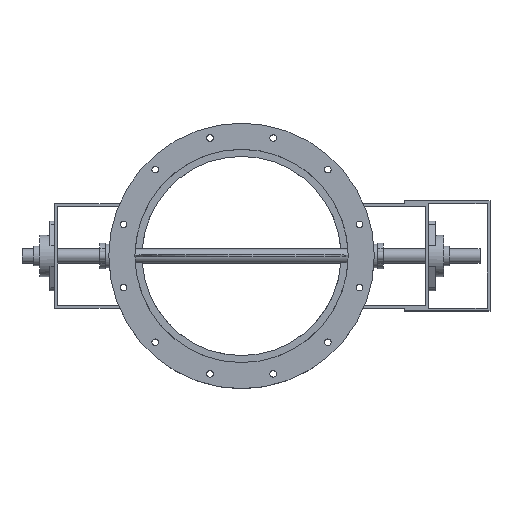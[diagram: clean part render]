
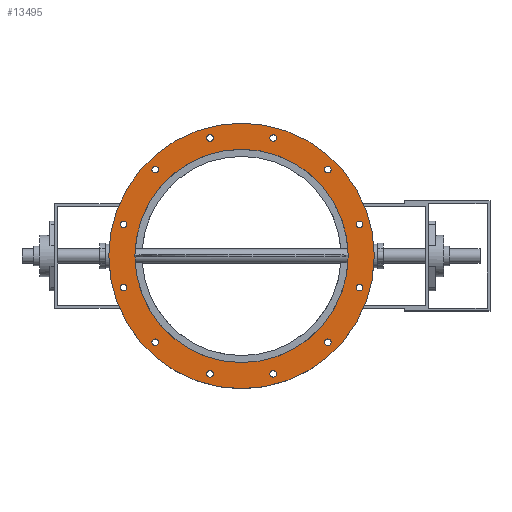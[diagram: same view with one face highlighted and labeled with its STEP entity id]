
A CAD part, top view. The second image highlights one B-rep face of the part: STEP entity #13495.
In plain terms, the highlighted planar face has unit normal (0, 0, 1).
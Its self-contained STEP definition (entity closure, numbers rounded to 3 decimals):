
#133=CIRCLE('',#13986,225.);
#204=CIRCLE('',#14130,7.);
#206=CIRCLE('',#14134,7.);
#208=CIRCLE('',#14138,7.);
#210=CIRCLE('',#14142,7.);
#212=CIRCLE('',#14146,7.);
#214=CIRCLE('',#14150,7.);
#216=CIRCLE('',#14154,7.);
#218=CIRCLE('',#14158,7.);
#220=CIRCLE('',#14162,7.);
#222=CIRCLE('',#14166,7.);
#224=CIRCLE('',#14170,7.);
#226=CIRCLE('',#14174,7.);
#228=CIRCLE('',#14180,280.);
#352=FACE_BOUND('',#2306,.T.);
#353=FACE_BOUND('',#2307,.T.);
#354=FACE_BOUND('',#2308,.T.);
#355=FACE_BOUND('',#2309,.T.);
#356=FACE_BOUND('',#2310,.T.);
#357=FACE_BOUND('',#2311,.T.);
#358=FACE_BOUND('',#2312,.T.);
#359=FACE_BOUND('',#2313,.T.);
#360=FACE_BOUND('',#2314,.T.);
#361=FACE_BOUND('',#2315,.T.);
#362=FACE_BOUND('',#2316,.T.);
#363=FACE_BOUND('',#2317,.T.);
#364=FACE_BOUND('',#2318,.T.);
#814=PLANE('',#14184);
#1499=FACE_OUTER_BOUND('',#2305,.T.);
#2305=EDGE_LOOP('',(#12076));
#2306=EDGE_LOOP('',(#12077));
#2307=EDGE_LOOP('',(#12078));
#2308=EDGE_LOOP('',(#12079));
#2309=EDGE_LOOP('',(#12080));
#2310=EDGE_LOOP('',(#12081));
#2311=EDGE_LOOP('',(#12082));
#2312=EDGE_LOOP('',(#12083));
#2313=EDGE_LOOP('',(#12084));
#2314=EDGE_LOOP('',(#12085));
#2315=EDGE_LOOP('',(#12086));
#2316=EDGE_LOOP('',(#12087));
#2317=EDGE_LOOP('',(#12088));
#2318=EDGE_LOOP('',(#12089));
#6435=VERTEX_POINT('',#22887);
#6550=VERTEX_POINT('',#23388);
#6552=VERTEX_POINT('',#23396);
#6554=VERTEX_POINT('',#23404);
#6556=VERTEX_POINT('',#23412);
#6558=VERTEX_POINT('',#23420);
#6560=VERTEX_POINT('',#23428);
#6562=VERTEX_POINT('',#23436);
#6564=VERTEX_POINT('',#23444);
#6566=VERTEX_POINT('',#23452);
#6568=VERTEX_POINT('',#23460);
#6570=VERTEX_POINT('',#23468);
#6572=VERTEX_POINT('',#23476);
#6574=VERTEX_POINT('',#23486);
#8175=EDGE_CURVE('',#6435,#6435,#133,.T.);
#8365=EDGE_CURVE('',#6550,#6550,#204,.T.);
#8369=EDGE_CURVE('',#6552,#6552,#206,.T.);
#8373=EDGE_CURVE('',#6554,#6554,#208,.T.);
#8377=EDGE_CURVE('',#6556,#6556,#210,.T.);
#8381=EDGE_CURVE('',#6558,#6558,#212,.T.);
#8385=EDGE_CURVE('',#6560,#6560,#214,.T.);
#8389=EDGE_CURVE('',#6562,#6562,#216,.T.);
#8393=EDGE_CURVE('',#6564,#6564,#218,.T.);
#8397=EDGE_CURVE('',#6566,#6566,#220,.T.);
#8401=EDGE_CURVE('',#6568,#6568,#222,.T.);
#8405=EDGE_CURVE('',#6570,#6570,#224,.T.);
#8409=EDGE_CURVE('',#6572,#6572,#226,.T.);
#8413=EDGE_CURVE('',#6574,#6574,#228,.T.);
#12076=ORIENTED_EDGE('',*,*,#8413,.T.);
#12077=ORIENTED_EDGE('',*,*,#8365,.T.);
#12078=ORIENTED_EDGE('',*,*,#8369,.T.);
#12079=ORIENTED_EDGE('',*,*,#8373,.T.);
#12080=ORIENTED_EDGE('',*,*,#8377,.T.);
#12081=ORIENTED_EDGE('',*,*,#8381,.T.);
#12082=ORIENTED_EDGE('',*,*,#8385,.T.);
#12083=ORIENTED_EDGE('',*,*,#8389,.T.);
#12084=ORIENTED_EDGE('',*,*,#8393,.T.);
#12085=ORIENTED_EDGE('',*,*,#8397,.T.);
#12086=ORIENTED_EDGE('',*,*,#8401,.T.);
#12087=ORIENTED_EDGE('',*,*,#8405,.T.);
#12088=ORIENTED_EDGE('',*,*,#8409,.T.);
#12089=ORIENTED_EDGE('',*,*,#8175,.T.);
#13495=ADVANCED_FACE('',(#1499,#352,#353,#354,#355,#356,#357,#358,#359,
#360,#361,#362,#363,#364),#814,.T.);
#13986=AXIS2_PLACEMENT_3D('',#22889,#16316,#16317);
#14130=AXIS2_PLACEMENT_3D('',#23389,#16714,#16715);
#14134=AXIS2_PLACEMENT_3D('',#23397,#16724,#16725);
#14138=AXIS2_PLACEMENT_3D('',#23405,#16734,#16735);
#14142=AXIS2_PLACEMENT_3D('',#23413,#16744,#16745);
#14146=AXIS2_PLACEMENT_3D('',#23421,#16754,#16755);
#14150=AXIS2_PLACEMENT_3D('',#23429,#16764,#16765);
#14154=AXIS2_PLACEMENT_3D('',#23437,#16774,#16775);
#14158=AXIS2_PLACEMENT_3D('',#23445,#16784,#16785);
#14162=AXIS2_PLACEMENT_3D('',#23453,#16794,#16795);
#14166=AXIS2_PLACEMENT_3D('',#23461,#16804,#16805);
#14170=AXIS2_PLACEMENT_3D('',#23469,#16814,#16815);
#14174=AXIS2_PLACEMENT_3D('',#23477,#16824,#16825);
#14180=AXIS2_PLACEMENT_3D('',#23487,#16838,#16839);
#14184=AXIS2_PLACEMENT_3D('',#23494,#16848,#16849);
#16316=DIRECTION('center_axis',(0.,0.,-1.));
#16317=DIRECTION('ref_axis',(-1.,0.,0.));
#16714=DIRECTION('center_axis',(0.,0.,-1.));
#16715=DIRECTION('ref_axis',(0.866,0.5,0.));
#16724=DIRECTION('center_axis',(0.,0.,-1.));
#16725=DIRECTION('ref_axis',(0.5,0.866,0.));
#16734=DIRECTION('center_axis',(0.,0.,-1.));
#16735=DIRECTION('ref_axis',(0.,1.,0.));
#16744=DIRECTION('center_axis',(0.,0.,-1.));
#16745=DIRECTION('ref_axis',(-0.5,0.866,0.));
#16754=DIRECTION('center_axis',(0.,0.,-1.));
#16755=DIRECTION('ref_axis',(-0.866,0.5,0.));
#16764=DIRECTION('center_axis',(0.,0.,-1.));
#16765=DIRECTION('ref_axis',(-1.,0.,0.));
#16774=DIRECTION('center_axis',(0.,0.,-1.));
#16775=DIRECTION('ref_axis',(-0.866,-0.5,0.));
#16784=DIRECTION('center_axis',(0.,0.,-1.));
#16785=DIRECTION('ref_axis',(-0.5,-0.866,0.));
#16794=DIRECTION('center_axis',(0.,0.,-1.));
#16795=DIRECTION('ref_axis',(0.,-1.,0.));
#16804=DIRECTION('center_axis',(0.,0.,-1.));
#16805=DIRECTION('ref_axis',(0.5,-0.866,0.));
#16814=DIRECTION('center_axis',(0.,0.,-1.));
#16815=DIRECTION('ref_axis',(0.866,-0.5,0.));
#16824=DIRECTION('center_axis',(0.,0.,-1.));
#16825=DIRECTION('ref_axis',(1.,0.,0.));
#16838=DIRECTION('center_axis',(0.,0.,1.));
#16839=DIRECTION('ref_axis',(1.,0.,0.));
#16848=DIRECTION('center_axis',(0.,0.,1.));
#16849=DIRECTION('ref_axis',(1.,0.,0.));
#22887=CARTESIAN_POINT('',(225.,0.,80.));
#22889=CARTESIAN_POINT('Origin',(0.,0.,80.));
#23388=CARTESIAN_POINT('',(-72.708,245.226,80.));
#23389=CARTESIAN_POINT('Origin',(-66.646,248.726,80.));
#23396=CARTESIAN_POINT('',(-185.58,176.018,80.));
#23397=CARTESIAN_POINT('Origin',(-182.08,182.08,80.));
#23404=CARTESIAN_POINT('',(-248.726,59.646,80.));
#23405=CARTESIAN_POINT('Origin',(-248.726,66.646,80.));
#23412=CARTESIAN_POINT('',(-245.226,-72.708,80.));
#23413=CARTESIAN_POINT('Origin',(-248.726,-66.646,80.));
#23420=CARTESIAN_POINT('',(-176.018,-185.58,80.));
#23421=CARTESIAN_POINT('Origin',(-182.08,-182.08,80.));
#23428=CARTESIAN_POINT('',(-59.646,-248.726,80.));
#23429=CARTESIAN_POINT('Origin',(-66.646,-248.726,80.));
#23436=CARTESIAN_POINT('',(72.708,-245.226,80.));
#23437=CARTESIAN_POINT('Origin',(66.646,-248.726,80.));
#23444=CARTESIAN_POINT('',(185.58,-176.018,80.));
#23445=CARTESIAN_POINT('Origin',(182.08,-182.08,80.));
#23452=CARTESIAN_POINT('',(248.726,-59.646,80.));
#23453=CARTESIAN_POINT('Origin',(248.726,-66.646,80.));
#23460=CARTESIAN_POINT('',(245.226,72.708,80.));
#23461=CARTESIAN_POINT('Origin',(248.726,66.646,80.));
#23468=CARTESIAN_POINT('',(176.018,185.58,80.));
#23469=CARTESIAN_POINT('Origin',(182.08,182.08,80.));
#23476=CARTESIAN_POINT('',(59.646,248.726,80.));
#23477=CARTESIAN_POINT('Origin',(66.646,248.726,80.));
#23486=CARTESIAN_POINT('',(-280.,0.,80.));
#23487=CARTESIAN_POINT('Origin',(0.,0.,80.));
#23494=CARTESIAN_POINT('Origin',(0.,0.,80.));
